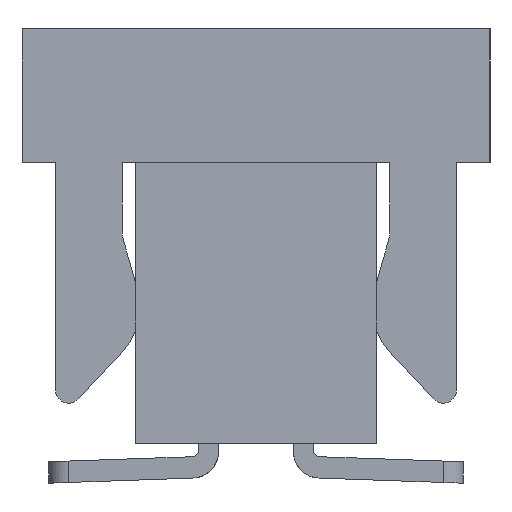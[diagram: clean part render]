
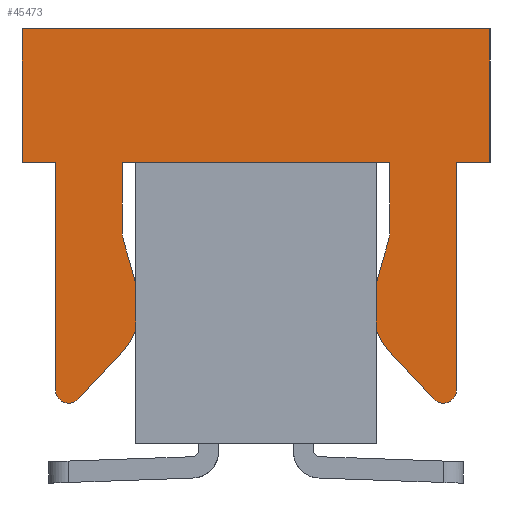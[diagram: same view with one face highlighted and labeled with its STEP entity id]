
A CAD part, left-side view. The second image highlights one B-rep face of the part: STEP entity #45473.
In plain terms, the highlighted planar face has unit normal (-1, 0, 0).
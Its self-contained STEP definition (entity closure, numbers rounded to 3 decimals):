
#44953=CARTESIAN_POINT('',(-3.,-1.75,2.05));
#44954=VERTEX_POINT('',#44953);
#44961=CARTESIAN_POINT('',(-3.,-1.75,1.05));
#44962=VERTEX_POINT('',#44961);
#44963=CARTESIAN_POINT('',(-3.,-1.75,2.05));
#44964=DIRECTION('',(0.,0.,-1.));
#44965=VECTOR('',#44964,1.);
#44966=LINE('',#44963,#44965);
#44967=EDGE_CURVE('',#44954,#44962,#44966,.T.);
#44983=CARTESIAN_POINT('',(-3.,-1.5,1.05));
#44984=VERTEX_POINT('',#44983);
#44985=CARTESIAN_POINT('',(-3.,-1.75,1.05));
#44986=DIRECTION('',(0.,1.,0.));
#44987=VECTOR('',#44986,0.25);
#44988=LINE('',#44985,#44987);
#44989=EDGE_CURVE('',#44962,#44984,#44988,.T.);
#45260=CARTESIAN_POINT('',(-3.,1.75,2.05));
#45261=VERTEX_POINT('',#45260);
#45268=CARTESIAN_POINT('',(-3.,1.75,2.05));
#45269=DIRECTION('',(0.,-1.,0.));
#45270=VECTOR('',#45269,3.5);
#45271=LINE('',#45268,#45270);
#45272=EDGE_CURVE('',#45261,#44954,#45271,.T.);
#45323=CARTESIAN_POINT('',(-3.,-1.75,-0.75));
#45324=DIRECTION('',(0.,0.,1.));
#45325=DIRECTION('',(-1.,0.,0.));
#45326=AXIS2_PLACEMENT_3D('',#45323,#45325,#45324);
#45327=PLANE('',#45326);
#45328=CARTESIAN_POINT('',(-3.,-1.,0.521));
#45329=VERTEX_POINT('',#45328);
#45330=CARTESIAN_POINT('',(-3.,-0.994,0.479));
#45331=VERTEX_POINT('',#45330);
#45332=CARTESIAN_POINT('',(-3.,-0.85,0.521));
#45333=DIRECTION('',(0.,-1.,0.));
#45334=DIRECTION('',(1.,0.,0.));
#45335=AXIS2_PLACEMENT_3D('',#45332,#45334,#45333);
#45336=CIRCLE('',#45335,0.15);
#45337=EDGE_CURVE('',#45329,#45331,#45336,.T.);
#45338=ORIENTED_EDGE('',*,*,#45337,.T.);
#45339=CARTESIAN_POINT('',(-3.,-0.888,0.108));
#45340=VERTEX_POINT('',#45339);
#45341=CARTESIAN_POINT('',(-3.,-0.994,0.479));
#45342=DIRECTION('',(0.,0.276,-0.961));
#45343=VECTOR('',#45342,0.386);
#45344=LINE('',#45341,#45343);
#45345=EDGE_CURVE('',#45331,#45340,#45344,.T.);
#45346=ORIENTED_EDGE('',*,*,#45345,.T.);
#45347=CARTESIAN_POINT('',(-3.,-1.003,-0.371));
#45348=VERTEX_POINT('',#45347);
#45349=CARTESIAN_POINT('',(-3.,-1.368,-0.03));
#45350=DIRECTION('',(0.,0.961,0.276));
#45351=DIRECTION('',(-1.,0.,0.));
#45352=AXIS2_PLACEMENT_3D('',#45349,#45351,#45350);
#45353=CIRCLE('',#45352,0.5);
#45354=EDGE_CURVE('',#45340,#45348,#45353,.T.);
#45355=ORIENTED_EDGE('',*,*,#45354,.T.);
#45356=CARTESIAN_POINT('',(-3.,-1.327,-0.718));
#45357=VERTEX_POINT('',#45356);
#45358=CARTESIAN_POINT('',(-3.,-1.003,-0.371));
#45359=DIRECTION('',(0.,-0.682,-0.731));
#45360=VECTOR('',#45359,0.475);
#45361=LINE('',#45358,#45360);
#45362=EDGE_CURVE('',#45348,#45357,#45361,.T.);
#45363=ORIENTED_EDGE('',*,*,#45362,.T.);
#45364=CARTESIAN_POINT('',(-3.,-1.5,-0.65));
#45365=VERTEX_POINT('',#45364);
#45366=CARTESIAN_POINT('',(-3.,-1.4,-0.65));
#45367=DIRECTION('',(0.,0.731,-0.682));
#45368=DIRECTION('',(-1.,0.,0.));
#45369=AXIS2_PLACEMENT_3D('',#45366,#45368,#45367);
#45370=CIRCLE('',#45369,0.1);
#45371=EDGE_CURVE('',#45357,#45365,#45370,.T.);
#45372=ORIENTED_EDGE('',*,*,#45371,.T.);
#45373=CARTESIAN_POINT('',(-3.,-1.5,-0.65));
#45374=DIRECTION('',(0.,0.,1.));
#45375=VECTOR('',#45374,1.7);
#45376=LINE('',#45373,#45375);
#45377=EDGE_CURVE('',#45365,#44984,#45376,.T.);
#45378=ORIENTED_EDGE('',*,*,#45377,.T.);
#45379=ORIENTED_EDGE('',*,*,#44989,.F.);
#45380=ORIENTED_EDGE('',*,*,#44967,.F.);
#45381=ORIENTED_EDGE('',*,*,#45272,.F.);
#45382=CARTESIAN_POINT('',(-3.,1.75,1.05));
#45383=VERTEX_POINT('',#45382);
#45384=CARTESIAN_POINT('',(-3.,1.75,2.05));
#45385=DIRECTION('',(0.,0.,-1.));
#45386=VECTOR('',#45385,1.);
#45387=LINE('',#45384,#45386);
#45388=EDGE_CURVE('',#45261,#45383,#45387,.T.);
#45389=ORIENTED_EDGE('',*,*,#45388,.T.);
#45390=CARTESIAN_POINT('',(-3.,1.5,1.05));
#45391=VERTEX_POINT('',#45390);
#45392=CARTESIAN_POINT('',(-3.,1.75,1.05));
#45393=DIRECTION('',(0.,-1.,0.));
#45394=VECTOR('',#45393,0.25);
#45395=LINE('',#45392,#45394);
#45396=EDGE_CURVE('',#45383,#45391,#45395,.T.);
#45397=ORIENTED_EDGE('',*,*,#45396,.T.);
#45398=CARTESIAN_POINT('',(-3.,1.5,-0.65));
#45399=VERTEX_POINT('',#45398);
#45400=CARTESIAN_POINT('',(-3.,1.5,1.05));
#45401=DIRECTION('',(0.,0.,-1.));
#45402=VECTOR('',#45401,1.7);
#45403=LINE('',#45400,#45402);
#45404=EDGE_CURVE('',#45391,#45399,#45403,.T.);
#45405=ORIENTED_EDGE('',*,*,#45404,.T.);
#45406=CARTESIAN_POINT('',(-3.,1.327,-0.718));
#45407=VERTEX_POINT('',#45406);
#45408=CARTESIAN_POINT('',(-3.,1.4,-0.65));
#45409=DIRECTION('',(0.,1.,0.));
#45410=DIRECTION('',(-1.,0.,0.));
#45411=AXIS2_PLACEMENT_3D('',#45408,#45410,#45409);
#45412=CIRCLE('',#45411,0.1);
#45413=EDGE_CURVE('',#45399,#45407,#45412,.T.);
#45414=ORIENTED_EDGE('',*,*,#45413,.T.);
#45415=CARTESIAN_POINT('',(-3.,1.003,-0.371));
#45416=VERTEX_POINT('',#45415);
#45417=CARTESIAN_POINT('',(-3.,1.327,-0.718));
#45418=DIRECTION('',(0.,-0.682,0.731));
#45419=VECTOR('',#45418,0.475);
#45420=LINE('',#45417,#45419);
#45421=EDGE_CURVE('',#45407,#45416,#45420,.T.);
#45422=ORIENTED_EDGE('',*,*,#45421,.T.);
#45423=CARTESIAN_POINT('',(-3.,0.888,0.108));
#45424=VERTEX_POINT('',#45423);
#45425=CARTESIAN_POINT('',(-3.,1.368,-0.03));
#45426=DIRECTION('',(0.,-0.731,-0.682));
#45427=DIRECTION('',(-1.,0.,0.));
#45428=AXIS2_PLACEMENT_3D('',#45425,#45427,#45426);
#45429=CIRCLE('',#45428,0.5);
#45430=EDGE_CURVE('',#45416,#45424,#45429,.T.);
#45431=ORIENTED_EDGE('',*,*,#45430,.T.);
#45432=CARTESIAN_POINT('',(-3.,0.994,0.479));
#45433=VERTEX_POINT('',#45432);
#45434=CARTESIAN_POINT('',(-3.,0.888,0.108));
#45435=DIRECTION('',(0.,0.276,0.961));
#45436=VECTOR('',#45435,0.386);
#45437=LINE('',#45434,#45436);
#45438=EDGE_CURVE('',#45424,#45433,#45437,.T.);
#45439=ORIENTED_EDGE('',*,*,#45438,.T.);
#45440=CARTESIAN_POINT('',(-3.,1.,0.521));
#45441=VERTEX_POINT('',#45440);
#45442=CARTESIAN_POINT('',(-3.,0.85,0.521));
#45443=DIRECTION('',(0.,0.961,-0.276));
#45444=DIRECTION('',(1.,0.,0.));
#45445=AXIS2_PLACEMENT_3D('',#45442,#45444,#45443);
#45446=CIRCLE('',#45445,0.15);
#45447=EDGE_CURVE('',#45433,#45441,#45446,.T.);
#45448=ORIENTED_EDGE('',*,*,#45447,.T.);
#45449=CARTESIAN_POINT('',(-3.,1.,1.05));
#45450=VERTEX_POINT('',#45449);
#45451=CARTESIAN_POINT('',(-3.,1.,0.521));
#45452=DIRECTION('',(0.,0.,1.));
#45453=VECTOR('',#45452,0.529);
#45454=LINE('',#45451,#45453);
#45455=EDGE_CURVE('',#45441,#45450,#45454,.T.);
#45456=ORIENTED_EDGE('',*,*,#45455,.T.);
#45457=CARTESIAN_POINT('',(-3.,-1.,1.05));
#45458=VERTEX_POINT('',#45457);
#45459=CARTESIAN_POINT('',(-3.,1.,1.05));
#45460=DIRECTION('',(0.,-1.,0.));
#45461=VECTOR('',#45460,2.);
#45462=LINE('',#45459,#45461);
#45463=EDGE_CURVE('',#45450,#45458,#45462,.T.);
#45464=ORIENTED_EDGE('',*,*,#45463,.T.);
#45465=CARTESIAN_POINT('',(-3.,-1.,1.05));
#45466=DIRECTION('',(0.,0.,-1.));
#45467=VECTOR('',#45466,0.529);
#45468=LINE('',#45465,#45467);
#45469=EDGE_CURVE('',#45458,#45329,#45468,.T.);
#45470=ORIENTED_EDGE('',*,*,#45469,.T.);
#45471=EDGE_LOOP('',(#45338,#45346,#45355,#45363,#45372,#45378,#45379,#45380,#45381,#45389,#45397,#45405,#45414,#45422,#45431,#45439,#45448,#45456,#45464,#45470));
#45472=FACE_OUTER_BOUND('',#45471,.T.);
#45473=ADVANCED_FACE('',(#45472),#45327,.T.);
